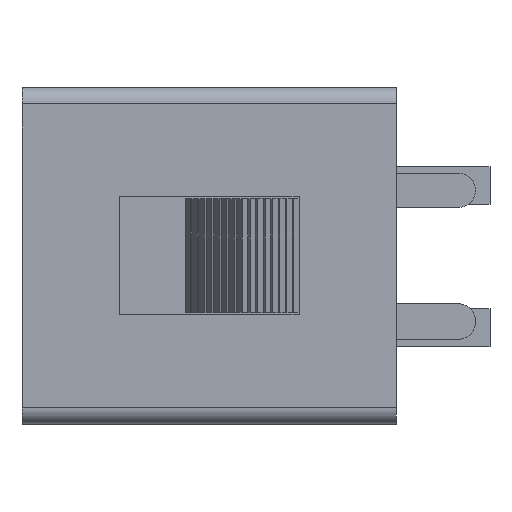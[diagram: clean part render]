
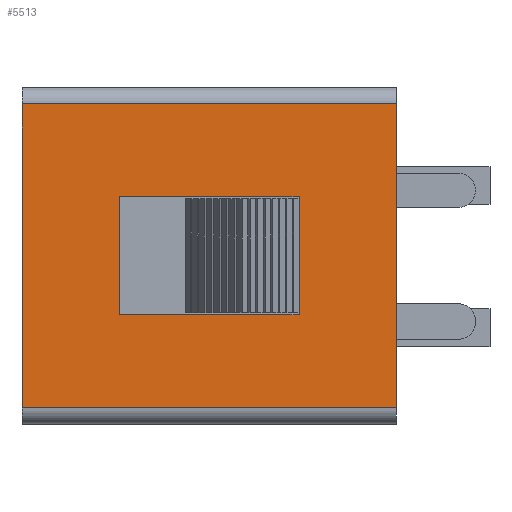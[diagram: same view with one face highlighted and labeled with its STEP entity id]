
A CAD part, top view. The second image highlights one B-rep face of the part: STEP entity #5513.
In plain terms, the highlighted planar face has unit normal (0, 0, 1).
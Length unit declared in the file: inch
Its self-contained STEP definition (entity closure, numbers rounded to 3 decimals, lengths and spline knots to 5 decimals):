
#26=FACE_BOUND('',#2111,.T.);
#166=PLANE('',#5859);
#549=LINE('',#9070,#1187);
#688=LINE('',#9358,#1326);
#749=LINE('',#9493,#1387);
#750=LINE('',#9496,#1388);
#759=LINE('',#9514,#1397);
#760=LINE('',#9515,#1398);
#761=LINE('',#9517,#1399);
#762=LINE('',#9519,#1400);
#763=LINE('',#9521,#1401);
#764=LINE('',#9522,#1402);
#1187=VECTOR('',#6529,0.3937);
#1326=VECTOR('',#6764,0.3937);
#1387=VECTOR('',#6853,0.3937);
#1388=VECTOR('',#6856,0.3937);
#1397=VECTOR('',#6871,0.3937);
#1398=VECTOR('',#6872,0.3937);
#1399=VECTOR('',#6873,0.3937);
#1400=VECTOR('',#6874,0.3937);
#1401=VECTOR('',#6875,0.3937);
#1402=VECTOR('',#6876,0.3937);
#1823=FACE_OUTER_BOUND('',#2110,.T.);
#2110=EDGE_LOOP('',(#4747,#4748,#4749,#4750));
#2111=EDGE_LOOP('',(#4751,#4752,#4753,#4754,#4755,#4756));
#2574=VERTEX_POINT('',#9068);
#2575=VERTEX_POINT('',#9069);
#2670=VERTEX_POINT('',#9357);
#2727=VERTEX_POINT('',#9486);
#2730=VERTEX_POINT('',#9491);
#2731=VERTEX_POINT('',#9495);
#2737=VERTEX_POINT('',#9513);
#2738=VERTEX_POINT('',#9516);
#2739=VERTEX_POINT('',#9518);
#2740=VERTEX_POINT('',#9520);
#3231=EDGE_CURVE('',#2574,#2575,#549,.T.);
#3372=EDGE_CURVE('',#2670,#2574,#688,.T.);
#3437=EDGE_CURVE('',#2730,#2727,#749,.T.);
#3438=EDGE_CURVE('',#2727,#2731,#750,.T.);
#3449=EDGE_CURVE('',#2737,#2730,#759,.T.);
#3450=EDGE_CURVE('',#2731,#2737,#760,.T.);
#3451=EDGE_CURVE('',#2575,#2738,#761,.T.);
#3452=EDGE_CURVE('',#2738,#2739,#762,.T.);
#3453=EDGE_CURVE('',#2739,#2740,#763,.T.);
#3454=EDGE_CURVE('',#2740,#2670,#764,.T.);
#4747=ORIENTED_EDGE('',*,*,#3437,.F.);
#4748=ORIENTED_EDGE('',*,*,#3449,.F.);
#4749=ORIENTED_EDGE('',*,*,#3450,.F.);
#4750=ORIENTED_EDGE('',*,*,#3438,.F.);
#4751=ORIENTED_EDGE('',*,*,#3372,.T.);
#4752=ORIENTED_EDGE('',*,*,#3231,.T.);
#4753=ORIENTED_EDGE('',*,*,#3451,.T.);
#4754=ORIENTED_EDGE('',*,*,#3452,.T.);
#4755=ORIENTED_EDGE('',*,*,#3453,.T.);
#4756=ORIENTED_EDGE('',*,*,#3454,.T.);
#5513=ADVANCED_FACE('',(#1823,#26),#166,.T.);
#5859=AXIS2_PLACEMENT_3D('',#9512,#6869,#6870);
#6529=DIRECTION('',(0.,-1.,0.));
#6764=DIRECTION('',(0.,-1.,0.));
#6853=DIRECTION('',(1.,0.,0.));
#6856=DIRECTION('',(0.,-1.,0.));
#6869=DIRECTION('center_axis',(0.,0.,
1.));
#6870=DIRECTION('ref_axis',(1.,0.,0.));
#6871=DIRECTION('',(0.,1.,0.));
#6872=DIRECTION('',(-1.,0.,0.));
#6873=DIRECTION('',(0.,-1.,0.));
#6874=DIRECTION('',(-1.,0.,0.));
#6875=DIRECTION('',(0.,1.,0.));
#6876=DIRECTION('',(1.,0.,0.));
#9068=CARTESIAN_POINT('',(0.12008,0.07598,0.31417));
#9069=CARTESIAN_POINT('',(0.12008,-0.07598,0.31417));
#9070=CARTESIAN_POINT('',(0.12008,0.03937,0.31417));
#9357=CARTESIAN_POINT('',(0.12008,0.07874,0.31417));
#9358=CARTESIAN_POINT('',(0.12008,0.03937,0.31417));
#9486=CARTESIAN_POINT('',(0.25,0.20295,0.31417));
#9491=CARTESIAN_POINT('',(-0.25,0.20295,0.31417));
#9493=CARTESIAN_POINT('',(-0.125,0.20295,0.31417));
#9495=CARTESIAN_POINT('',(0.25,-0.20295,0.31417));
#9496=CARTESIAN_POINT('',(0.25,-0.03937,0.31417));
#9512=CARTESIAN_POINT('Origin',(0.,0.,
0.31417));
#9513=CARTESIAN_POINT('',(-0.25,-0.20295,0.31417));
#9514=CARTESIAN_POINT('',(-0.25,0.03937,0.31417));
#9515=CARTESIAN_POINT('',(0.125,-0.20295,0.31417));
#9516=CARTESIAN_POINT('',(0.12008,-0.07874,0.31417));
#9517=CARTESIAN_POINT('',(0.12008,0.03937,0.31417));
#9518=CARTESIAN_POINT('',(-0.12008,-0.07874,0.31417));
#9519=CARTESIAN_POINT('',(0.06004,-0.07874,0.31417));
#9520=CARTESIAN_POINT('',(-0.12008,0.07874,0.31417));
#9521=CARTESIAN_POINT('',(-0.12008,-0.03937,0.31417));
#9522=CARTESIAN_POINT('',(-0.06004,0.07874,0.31417));
